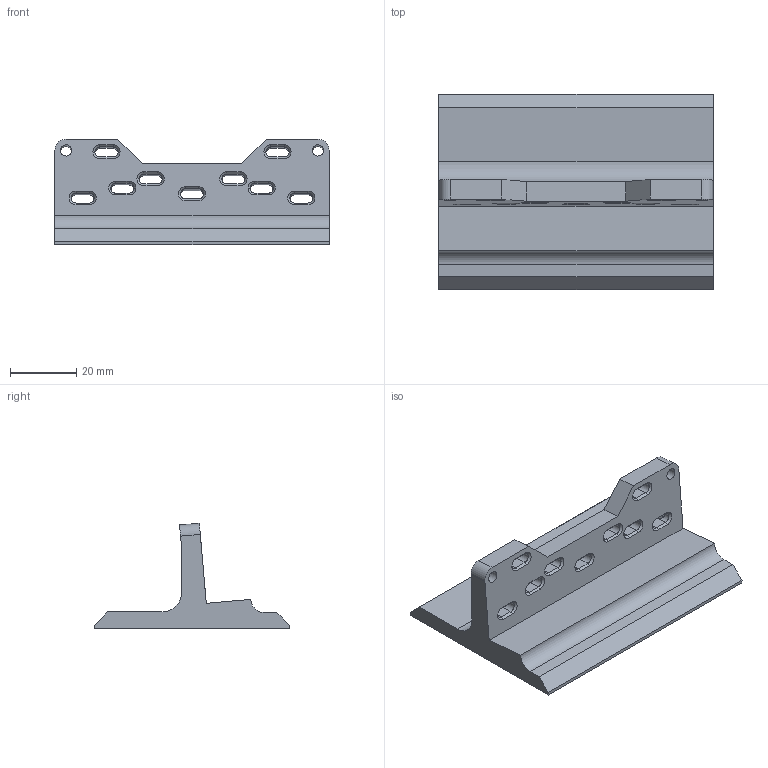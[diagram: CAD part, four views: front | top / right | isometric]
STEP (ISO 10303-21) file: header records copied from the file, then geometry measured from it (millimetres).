
FILE_DESCRIPTION(/* description */ ('','CAx-IF Rec.Pracs.---Representation and Presentation of Product Manufacturing Information (PMI)---4.0---2014-10-13'),/* implementation_level */ '2;1');
FILE_NAME(/* name */ '20-segment-stand-left-end.step',/* time_stamp */ '2024-12-21T20:40:10-05:00',/* author */ (''),/* organization */ (''),/* preprocessor_version */ 'ST-DEVELOPER v20',/* originating_system */ 'Autodesk Translation Framework v13.20.0.188',/* authorisation */ '');
FILE_SCHEMA (('AP242_MANAGED_MODEL_BASED_3D_ENGINEERING_MIM_LF { 1 0 10303 442 1 1 4 }'));
Length unit declared in the file: millimetre
Products named in the file (3): 20-segment-v2; End-stands; Holder(Left)
Assembly tree (2 placements, depth 3):
  20-segment-v2
    End-stands
      Holder(Left)
Bounding box: 82.75 x 58.94 x 31.83 mm (x, y, z)
Volume: 38798.7 mm3; surface area: 15630.6 mm2
Topology: 1 solids, 1 shells, 101 faces, 260 edges, 161 vertices
Faces by surface type: plane 58, cylinder 25, cone 18
Full cylindrical faces by diameter (mm): 3.4 x2
Entity records: 3186 total; most frequent: CARTESIAN_POINT 568, DIRECTION 539, ORIENTED_EDGE 520, EDGE_CURVE 260, LINE 191, VECTOR 191, AXIS2_PLACEMENT_3D 174, VERTEX_POINT 161
